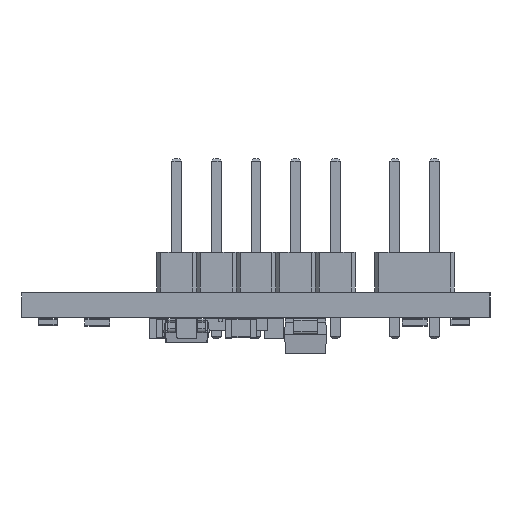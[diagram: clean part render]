
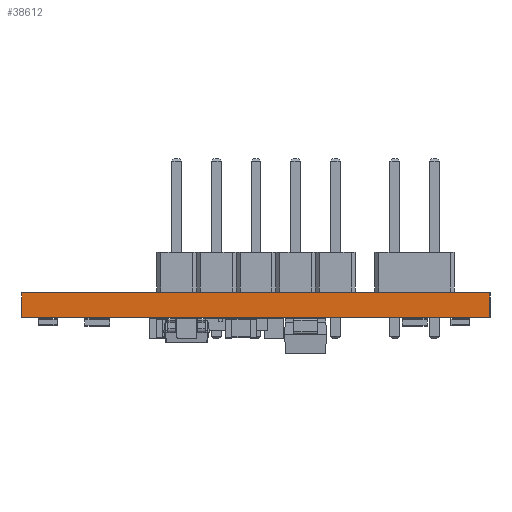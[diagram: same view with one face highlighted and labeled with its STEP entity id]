
A CAD part, left-side view. The second image highlights one B-rep face of the part: STEP entity #38612.
In plain terms, the highlighted planar face has unit normal (-1, 0, 0).
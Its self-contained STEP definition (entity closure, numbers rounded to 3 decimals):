
#38612 = ADVANCED_FACE('',(#38613),#38627,.T.);
#38613 = FACE_BOUND('',#38614,.T.);
#38614 = EDGE_LOOP('',(#38615,#38650,#38678,#38706));
#38615 = ORIENTED_EDGE('',*,*,#38616,.T.);
#38616 = EDGE_CURVE('',#38617,#38619,#38621,.T.);
#38617 = VERTEX_POINT('',#38618);
#38618 = CARTESIAN_POINT('',(128.839,-115.5,0.));
#38619 = VERTEX_POINT('',#38620);
#38620 = CARTESIAN_POINT('',(128.839,-115.5,1.6));
#38621 = SURFACE_CURVE('',#38622,(#38626,#38638),.PCURVE_S1.);
#38622 = LINE('',#38623,#38624);
#38623 = CARTESIAN_POINT('',(128.839,-115.5,0.));
#38624 = VECTOR('',#38625,1.);
#38625 = DIRECTION('',(0.,0.,1.));
#38626 = PCURVE('',#38627,#38632);
#38627 = PLANE('',#38628);
#38628 = AXIS2_PLACEMENT_3D('',#38629,#38630,#38631);
#38629 = CARTESIAN_POINT('',(128.839,-115.5,0.));
#38630 = DIRECTION('',(-1.,0.,0.));
#38631 = DIRECTION('',(0.,1.,0.));
#38632 = DEFINITIONAL_REPRESENTATION('',(#38633),#38637);
#38633 = LINE('',#38634,#38635);
#38634 = CARTESIAN_POINT('',(0.,0.));
#38635 = VECTOR('',#38636,1.);
#38636 = DIRECTION('',(0.,-1.));
#38637 = ( GEOMETRIC_REPRESENTATION_CONTEXT(2) 
PARAMETRIC_REPRESENTATION_CONTEXT() REPRESENTATION_CONTEXT('2D SPACE',''
  ) );
#38638 = PCURVE('',#38639,#38644);
#38639 = PLANE('',#38640);
#38640 = AXIS2_PLACEMENT_3D('',#38641,#38642,#38643);
#38641 = CARTESIAN_POINT('',(168.971,-115.5,0.));
#38642 = DIRECTION('',(0.,-1.,0.));
#38643 = DIRECTION('',(-1.,0.,0.));
#38644 = DEFINITIONAL_REPRESENTATION('',(#38645),#38649);
#38645 = LINE('',#38646,#38647);
#38646 = CARTESIAN_POINT('',(40.132,0.));
#38647 = VECTOR('',#38648,1.);
#38648 = DIRECTION('',(0.,-1.));
#38649 = ( GEOMETRIC_REPRESENTATION_CONTEXT(2) 
PARAMETRIC_REPRESENTATION_CONTEXT() REPRESENTATION_CONTEXT('2D SPACE',''
  ) );
#38650 = ORIENTED_EDGE('',*,*,#38651,.T.);
#38651 = EDGE_CURVE('',#38619,#38652,#38654,.T.);
#38652 = VERTEX_POINT('',#38653);
#38653 = CARTESIAN_POINT('',(128.839,-85.528,1.6));
#38654 = SURFACE_CURVE('',#38655,(#38659,#38666),.PCURVE_S1.);
#38655 = LINE('',#38656,#38657);
#38656 = CARTESIAN_POINT('',(128.839,-115.5,1.6));
#38657 = VECTOR('',#38658,1.);
#38658 = DIRECTION('',(0.,1.,0.));
#38659 = PCURVE('',#38627,#38660);
#38660 = DEFINITIONAL_REPRESENTATION('',(#38661),#38665);
#38661 = LINE('',#38662,#38663);
#38662 = CARTESIAN_POINT('',(0.,-1.6));
#38663 = VECTOR('',#38664,1.);
#38664 = DIRECTION('',(1.,0.));
#38665 = ( GEOMETRIC_REPRESENTATION_CONTEXT(2) 
PARAMETRIC_REPRESENTATION_CONTEXT() REPRESENTATION_CONTEXT('2D SPACE',''
  ) );
#38666 = PCURVE('',#38667,#38672);
#38667 = PLANE('',#38668);
#38668 = AXIS2_PLACEMENT_3D('',#38669,#38670,#38671);
#38669 = CARTESIAN_POINT('',(148.905,-100.514,1.6));
#38670 = DIRECTION('',(-0.,-0.,-1.));
#38671 = DIRECTION('',(-1.,0.,0.));
#38672 = DEFINITIONAL_REPRESENTATION('',(#38673),#38677);
#38673 = LINE('',#38674,#38675);
#38674 = CARTESIAN_POINT('',(20.066,-14.986));
#38675 = VECTOR('',#38676,1.);
#38676 = DIRECTION('',(0.,1.));
#38677 = ( GEOMETRIC_REPRESENTATION_CONTEXT(2) 
PARAMETRIC_REPRESENTATION_CONTEXT() REPRESENTATION_CONTEXT('2D SPACE',''
  ) );
#38678 = ORIENTED_EDGE('',*,*,#38679,.F.);
#38679 = EDGE_CURVE('',#38680,#38652,#38682,.T.);
#38680 = VERTEX_POINT('',#38681);
#38681 = CARTESIAN_POINT('',(128.839,-85.528,0.));
#38682 = SURFACE_CURVE('',#38683,(#38687,#38694),.PCURVE_S1.);
#38683 = LINE('',#38684,#38685);
#38684 = CARTESIAN_POINT('',(128.839,-85.528,0.));
#38685 = VECTOR('',#38686,1.);
#38686 = DIRECTION('',(0.,0.,1.));
#38687 = PCURVE('',#38627,#38688);
#38688 = DEFINITIONAL_REPRESENTATION('',(#38689),#38693);
#38689 = LINE('',#38690,#38691);
#38690 = CARTESIAN_POINT('',(29.972,0.));
#38691 = VECTOR('',#38692,1.);
#38692 = DIRECTION('',(0.,-1.));
#38693 = ( GEOMETRIC_REPRESENTATION_CONTEXT(2) 
PARAMETRIC_REPRESENTATION_CONTEXT() REPRESENTATION_CONTEXT('2D SPACE',''
  ) );
#38694 = PCURVE('',#38695,#38700);
#38695 = PLANE('',#38696);
#38696 = AXIS2_PLACEMENT_3D('',#38697,#38698,#38699);
#38697 = CARTESIAN_POINT('',(128.839,-85.528,0.));
#38698 = DIRECTION('',(0.,1.,0.));
#38699 = DIRECTION('',(1.,0.,0.));
#38700 = DEFINITIONAL_REPRESENTATION('',(#38701),#38705);
#38701 = LINE('',#38702,#38703);
#38702 = CARTESIAN_POINT('',(0.,0.));
#38703 = VECTOR('',#38704,1.);
#38704 = DIRECTION('',(0.,-1.));
#38705 = ( GEOMETRIC_REPRESENTATION_CONTEXT(2) 
PARAMETRIC_REPRESENTATION_CONTEXT() REPRESENTATION_CONTEXT('2D SPACE',''
  ) );
#38706 = ORIENTED_EDGE('',*,*,#38707,.F.);
#38707 = EDGE_CURVE('',#38617,#38680,#38708,.T.);
#38708 = SURFACE_CURVE('',#38709,(#38713,#38720),.PCURVE_S1.);
#38709 = LINE('',#38710,#38711);
#38710 = CARTESIAN_POINT('',(128.839,-115.5,0.));
#38711 = VECTOR('',#38712,1.);
#38712 = DIRECTION('',(0.,1.,0.));
#38713 = PCURVE('',#38627,#38714);
#38714 = DEFINITIONAL_REPRESENTATION('',(#38715),#38719);
#38715 = LINE('',#38716,#38717);
#38716 = CARTESIAN_POINT('',(0.,0.));
#38717 = VECTOR('',#38718,1.);
#38718 = DIRECTION('',(1.,0.));
#38719 = ( GEOMETRIC_REPRESENTATION_CONTEXT(2) 
PARAMETRIC_REPRESENTATION_CONTEXT() REPRESENTATION_CONTEXT('2D SPACE',''
  ) );
#38720 = PCURVE('',#38721,#38726);
#38721 = PLANE('',#38722);
#38722 = AXIS2_PLACEMENT_3D('',#38723,#38724,#38725);
#38723 = CARTESIAN_POINT('',(148.905,-100.514,0.));
#38724 = DIRECTION('',(-0.,-0.,-1.));
#38725 = DIRECTION('',(-1.,0.,0.));
#38726 = DEFINITIONAL_REPRESENTATION('',(#38727),#38731);
#38727 = LINE('',#38728,#38729);
#38728 = CARTESIAN_POINT('',(20.066,-14.986));
#38729 = VECTOR('',#38730,1.);
#38730 = DIRECTION('',(0.,1.));
#38731 = ( GEOMETRIC_REPRESENTATION_CONTEXT(2) 
PARAMETRIC_REPRESENTATION_CONTEXT() REPRESENTATION_CONTEXT('2D SPACE',''
  ) );
